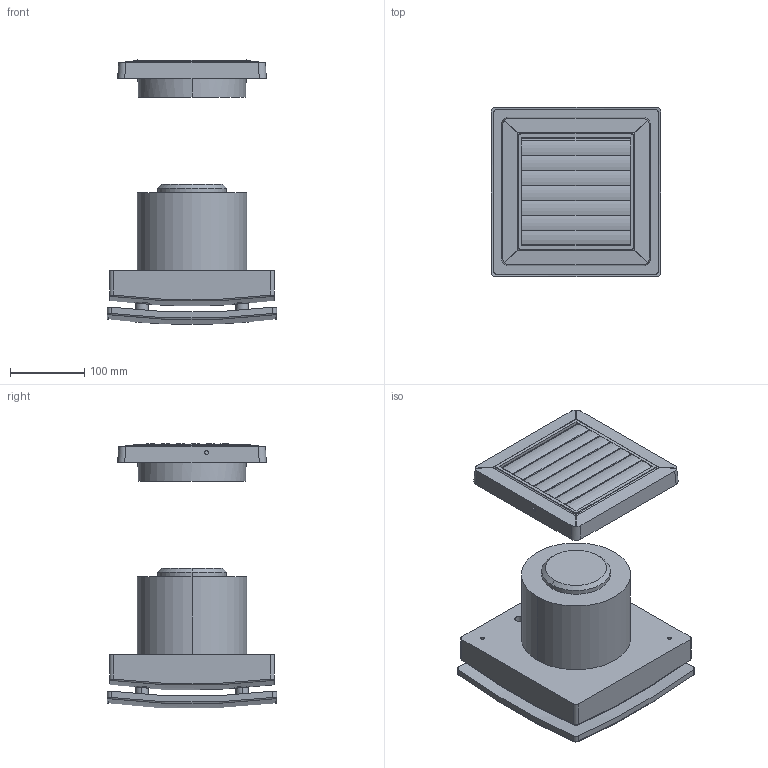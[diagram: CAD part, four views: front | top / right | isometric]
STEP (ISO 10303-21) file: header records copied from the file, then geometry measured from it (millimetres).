
FILE_DESCRIPTION(('Creo Elements/Direct Modeling STEP Export'),'2;1');
FILE_NAME('0084.0099 AKE 150.stp','2021-06-30T11:27:07',(''),(''),'PTC Creo Elements/Direct Modeling STEP processor for AP214 (Solid Model)','PTC Creo Elements/Direct Modeling 19.0C 15-Aug-2015 (C) Parametric Technology GmbH','');
FILE_SCHEMA(('AUTOMOTIVE_DESIGN { 1 0 10303 214 1 1 1 1 }'));
Length unit declared in the file: millimetre
Products named in the file (3): ECA_150; AP_150; 0084.0099_AKE_150
Assembly tree (2 placements, depth 2):
  0084.0099_AKE_150
    AP_150
    ECA_150
Bounding box: 228 x 228 x 356.44 mm (x, y, z)
Volume: 5892400.7 mm3; surface area: 410529.6 mm2
Topology: 2 solids, 2 shells, 187 faces, 446 edges, 270 vertices
Faces by surface type: plane 68, cylinder 60, bspline 24, cone 20, torus 12, sphere 3
Entity records: 11656 total; most frequent: CARTESIAN_POINT 7688, ORIENTED_EDGE 876, DIRECTION 745, EDGE_CURVE 438, AXIS2_PLACEMENT_3D 295, VERTEX_POINT 270, EDGE_LOOP 208, FACE_OUTER_BOUND 187
